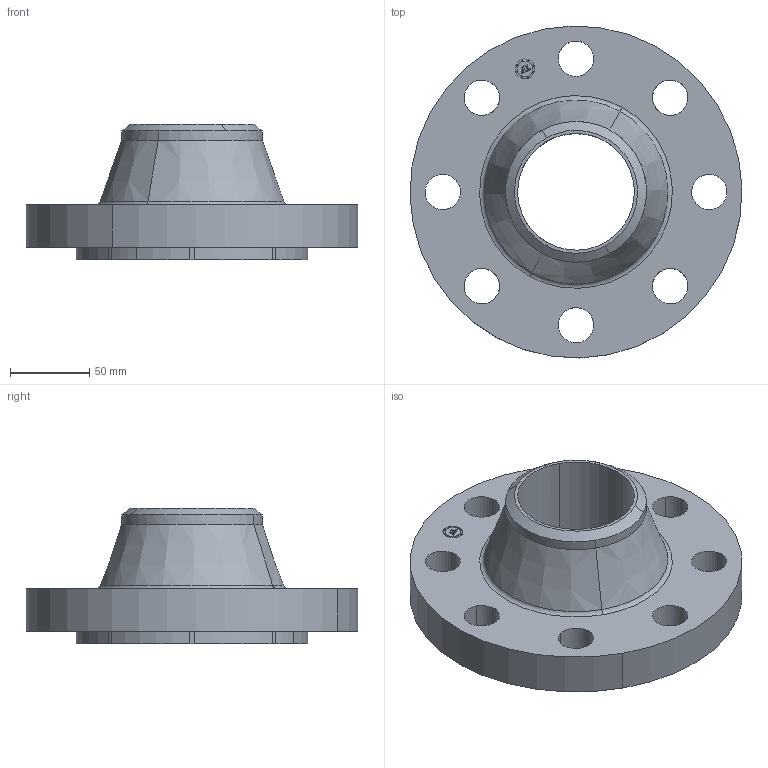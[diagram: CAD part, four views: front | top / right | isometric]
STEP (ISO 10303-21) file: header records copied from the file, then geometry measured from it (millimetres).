
FILE_DESCRIPTION(('3D STEP'),'2;1');
FILE_NAME('3-300-WELD-NECK-RTJ-XH-FLANGE.stp','2013-03-09T12:11:12+00:00',('Texas Flange'),(''),'CATIA Version 5 Release 20 SP 6 (IN-10)','CATIA V5 STEP AP214','800-826-3801');
FILE_SCHEMA(('AUTOMOTIVE_DESIGN { 1 0 10303 214 1 1 1 1 }'));
Length unit declared in the file: inch
Products named in the file (1): 3-300-WELD-NECK-RTJ-XH-FLANGE
Bounding box: 209.49 x 209.49 x 85.67 mm (x, y, z)
Volume: 987121.1 mm3; surface area: 125706.5 mm2
Topology: 1 solids, 1 shells, 437 faces, 1258 edges, 836 vertices
Faces by surface type: plane 371, cylinder 52, cone 8, torus 6
Entity records: 17011 total; most frequent: CARTESIAN_POINT 2554, ORIENTED_EDGE 2516, DIRECTION 2061, EDGE_CURVE 1258, VECTOR 1112, LINE 1112, VERTEX_POINT 836, AXIS2_PLACEMENT_3D 546
